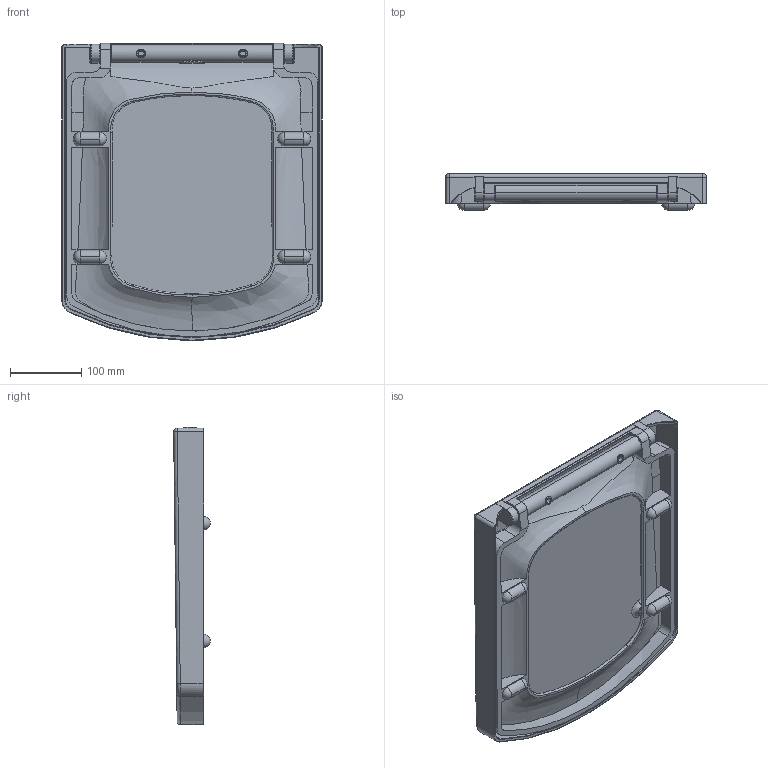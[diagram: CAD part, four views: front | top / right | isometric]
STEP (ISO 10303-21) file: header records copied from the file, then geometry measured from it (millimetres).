
FILE_DESCRIPTION (( 'STEP AP214' ), '1' );
FILE_NAME ('60633 Soft close seat.STEP', '2019-11-19T15:02:34', ( '' ), ( '' ), 'SwSTEP 2.0', 'SolidWorks 2019', '' );
FILE_SCHEMA (( 'AUTOMOTIVE_DESIGN' ));
Length unit declared in the file: millimetre
Products named in the file (6): 60633 Soft close seat; 60633 mechanical comp; 60633 Cover; 60633 seat; 60633 Long seat buffer; 60633 round seat buffer
Assembly tree (9 placements, depth 2):
  60633 Soft close seat
    60633 seat
    60633 mechanical comp
    60633 Cover
    60633 Long seat buffer  x4
    60633 round seat buffer  x2
Bounding box: 365 x 51.44 x 416 mm (x, y, z)
Volume: 1603052.7 mm3; surface area: 666993.1 mm2
Topology: 10 solids, 10 shells, 528 faces, 1361 edges, 853 vertices
Faces by surface type: plane 216, cylinder 200, bspline 56, sphere 28, torus 25, cone 3
Entity records: 44129 total; most frequent: CARTESIAN_POINT 35465, ORIENTED_EDGE 1852, DIRECTION 1633, EDGE_CURVE 926, AXIS2_PLACEMENT_3D 623, VERTEX_POINT 584, EDGE_LOOP 410, LINE 387
